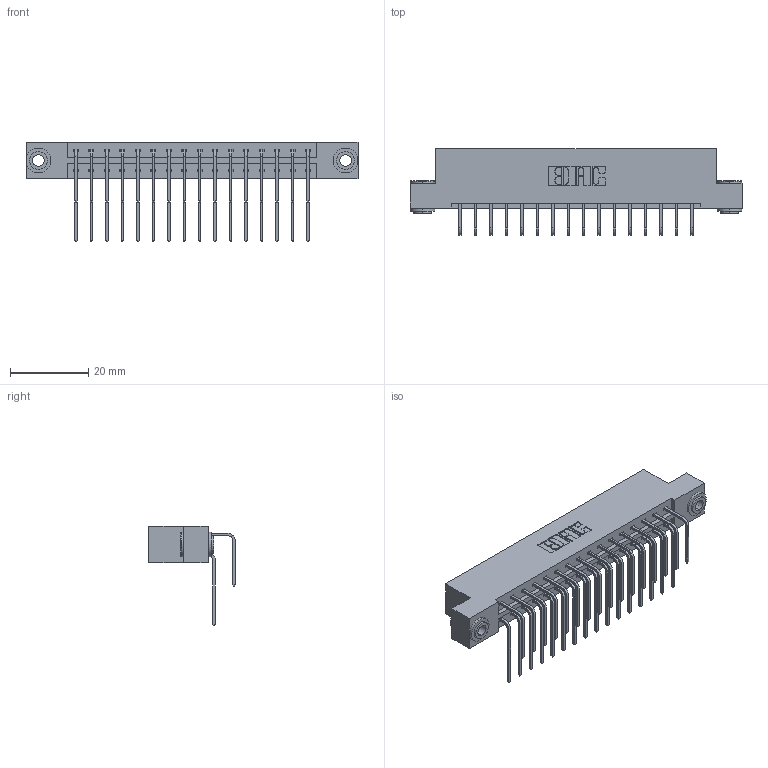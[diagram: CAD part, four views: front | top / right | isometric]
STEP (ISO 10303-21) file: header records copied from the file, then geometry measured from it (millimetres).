
FILE_DESCRIPTION (( 'STEP AP203' ), '1' );
FILE_NAME ('833-032-558-203.STEP', '2020-06-02T19:08:02', ( '' ), ( '' ), 'SwSTEP 2.0', 'SolidWorks 2020', '' );
FILE_SCHEMA (( 'CONFIG_CONTROL_DESIGN' ));
Length unit declared in the file: inch
Products named in the file (5): 833-032-558-203; 345-250-002_345-250-002-102; 345-292-001_558 559 Tail - 1; 345-292-001_558 Tail - 2; 833 Part_Flush - .156 Dia - TH
Assembly tree (35 placements, depth 2):
  833-032-558-203
    833 Part_Flush - .156 Dia - TH
    345-292-001_558 559 Tail - 1  x16
    345-292-001_558 Tail - 2  x16
    345-250-002_345-250-002-102  x2
Bounding box: 84.94 x 22.17 x 25.53 mm (x, y, z)
Volume: 8632.5 mm3; surface area: 11066.8 mm2
Topology: 35 solids, 35 shells, 1880 faces, 5539 edges, 3646 vertices
Faces by surface type: plane 1296, cylinder 576, cone 8
Entity records: 16090 total; most frequent: CARTESIAN_POINT 2724, ORIENTED_EDGE 2602, DIRECTION 2387, EDGE_CURVE 1301, VECTOR 1109, LINE 1109, VERTEX_POINT 862, AXIS2_PLACEMENT_3D 639
